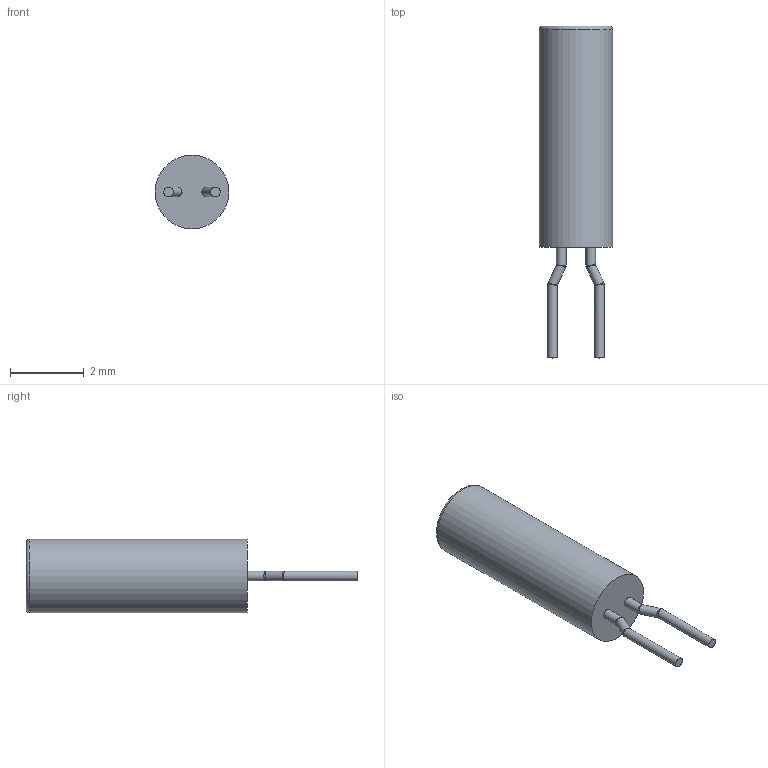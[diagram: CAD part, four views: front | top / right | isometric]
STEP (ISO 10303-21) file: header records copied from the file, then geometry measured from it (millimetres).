
FILE_DESCRIPTION(/* description */ (''),/* implementation_level */ '2;1');
FILE_NAME(/* name */ 'Crystal 32.768.step',/* time_stamp */ '2019-03-14T08:40:52+11:00',/* author */ ('austfox'),/* organization */ (''),/* preprocessor_version */ 'ST-DEVELOPER v17.2',/* originating_system */ 'Autodesk Translation Framework v7.6.0.251',/* authorisation */ '');
FILE_SCHEMA (('AUTOMOTIVE_DESIGN { 1 0 10303 214 3 1 1 }'));
Length unit declared in the file: millimetre
Products named in the file (1): Crystal 32.768
Bounding box: 2 x 9 x 2 mm (x, y, z)
Volume: 19.2 mm3; surface area: 48.9 mm2
Topology: 3 solids, 3 shells, 22 faces, 55 edges, 25 vertices
Faces by surface type: bspline 8, cylinder 7, plane 6, torus 1
Full cylindrical faces by diameter (mm): 0.26 x6, 2 x1
Entity records: 729 total; most frequent: CARTESIAN_POINT 241, DIRECTION 105, ORIENTED_EDGE 82, AXIS2_PLACEMENT_3D 49, EDGE_CURVE 41, VERTEX_POINT 25, ELLIPSE 24, FACE_OUTER_BOUND 22
